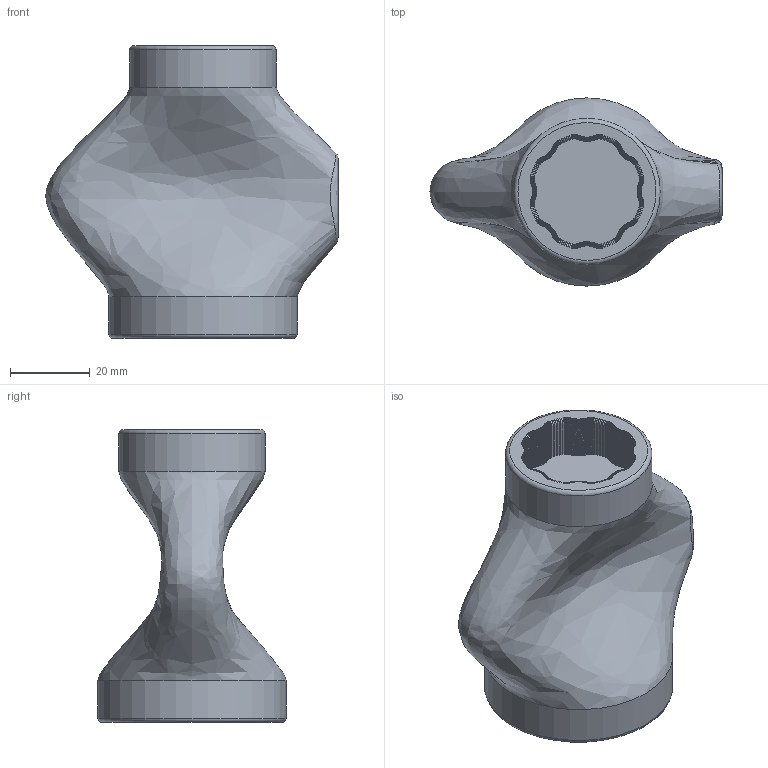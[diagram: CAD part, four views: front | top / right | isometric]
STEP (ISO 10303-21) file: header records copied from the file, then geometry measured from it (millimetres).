
FILE_DESCRIPTION(/* description */ (''),/* implementation_level */ '2;1');
FILE_NAME(/* name */ 'V2.2 Wrench.step',/* time_stamp */ '2020-02-04T19:48:15-06:00',/* author */ (''),/* organization */ (''),/* preprocessor_version */ 'ST-DEVELOPER v18',/* originating_system */ 'Autodesk Translation Framework v8.12.0.6',/* authorisation */ '');
FILE_SCHEMA (('AUTOMOTIVE_DESIGN { 1 0 10303 214 3 1 1 }'));
Length unit declared in the file: millimetre
Products named in the file (2): V2.2 Wrench; Bearing Cap Wrench
Assembly tree (1 placements, depth 2):
  V2.2 Wrench
    Bearing Cap Wrench
Bounding box: 73.37 x 47.25 x 73.5 mm (x, y, z)
Volume: 79100.9 mm3; surface area: 16320.3 mm2
Topology: 1 solids, 1 shells, 5494 faces, 10061 edges, 4573 vertices
Faces by surface type: plane 4664, cylinder 826, bspline 2, torus 2
Full cylindrical faces by diameter (mm): 36.75 x1, 47.25 x1
Entity records: 127124 total; most frequent: CARTESIAN_POINT 23062, DIRECTION 21741, ORIENTED_EDGE 20122, EDGE_CURVE 10061, LINE 9223, VECTOR 9223, AXIS2_PLACEMENT_3D 6259, EDGE_LOOP 5498
